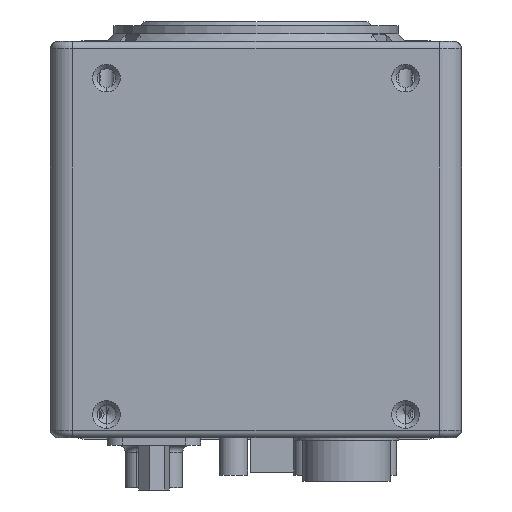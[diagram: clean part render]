
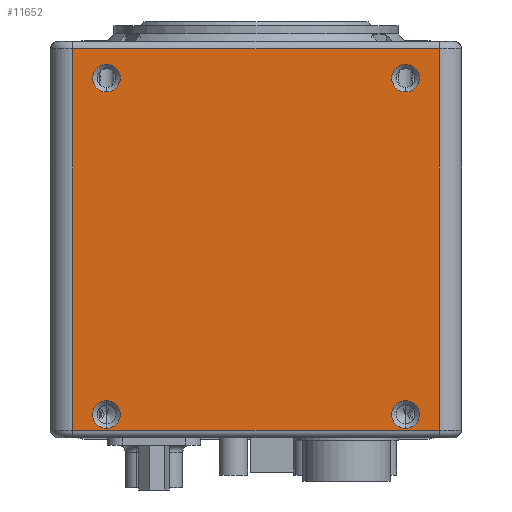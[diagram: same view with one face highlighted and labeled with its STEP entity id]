
A CAD part, front view. The second image highlights one B-rep face of the part: STEP entity #11652.
In plain terms, the highlighted planar face has unit normal (0, -1, 0).
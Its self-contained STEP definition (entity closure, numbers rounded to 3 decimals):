
#296 = CIRCLE ( 'NONE', #11428, 1.85 ) ;
#299 = CARTESIAN_POINT ( 'NONE',  ( 24.5, -27.5, 53. ) ) ;
#619 = EDGE_LOOP ( 'NONE', ( #8474, #10257 ) ) ;
#932 = AXIS2_PLACEMENT_3D ( 'NONE', #14744, #15721, #5128 ) ;
#1006 = CIRCLE ( 'NONE', #15725, 1.85 ) ;
#1158 = VECTOR ( 'NONE', #4010, 1000. ) ;
#1287 = LINE ( 'NONE', #299, #5726 ) ;
#1571 = CARTESIAN_POINT ( 'NONE',  ( -24.5, -27.5, 52. ) ) ;
#1577 = CARTESIAN_POINT ( 'NONE',  ( 24.5, -27.5, 52. ) ) ;
#1592 = DIRECTION ( 'NONE',  ( 0., 0., -1. ) ) ;
#1814 = CARTESIAN_POINT ( 'NONE',  ( -20., -27.5, 1.25 ) ) ;
#1821 = DIRECTION ( 'NONE',  ( 0., -1., 0. ) ) ;
#2197 = CARTESIAN_POINT ( 'NONE',  ( -20., -27.5, 48.1 ) ) ;
#2358 = VERTEX_POINT ( 'NONE', #1814 ) ;
#2492 = PLANE ( 'NONE',  #3826 ) ;
#2864 = VERTEX_POINT ( 'NONE', #3874 ) ;
#2872 = CARTESIAN_POINT ( 'NONE',  ( 20., -27.5, 48.1 ) ) ;
#3011 = ORIENTED_EDGE ( 'NONE', *, *, #15049, .F. ) ;
#3298 = AXIS2_PLACEMENT_3D ( 'NONE', #2872, #1821, #16414 ) ;
#3355 = CARTESIAN_POINT ( 'NONE',  ( 20., -27.5, 48.1 ) ) ;
#3396 = CARTESIAN_POINT ( 'NONE',  ( -27.5, -27.5, 1. ) ) ;
#3409 = CIRCLE ( 'NONE', #5647, 1.85 ) ;
#3544 = FACE_BOUND ( 'NONE', #619, .T. ) ;
#3657 = VERTEX_POINT ( 'NONE', #4945 ) ;
#3723 = FACE_OUTER_BOUND ( 'NONE', #15580, .T. ) ;
#3826 = AXIS2_PLACEMENT_3D ( 'NONE', #13088, #10485, #14384 ) ;
#3874 = CARTESIAN_POINT ( 'NONE',  ( -20., -27.5, 46.25 ) ) ;
#4010 = DIRECTION ( 'NONE',  ( -1., 0., 0. ) ) ;
#4037 = CARTESIAN_POINT ( 'NONE',  ( -24.5, -27.5, 52. ) ) ;
#4043 = EDGE_CURVE ( 'NONE', #16185, #17131, #15487, .T. ) ;
#4085 = EDGE_LOOP ( 'NONE', ( #15401, #16233 ) ) ;
#4411 = VERTEX_POINT ( 'NONE', #4037 ) ;
#4665 = VERTEX_POINT ( 'NONE', #9850 ) ;
#4782 = CARTESIAN_POINT ( 'NONE',  ( 24.5, -27.5, 1. ) ) ;
#4945 = CARTESIAN_POINT ( 'NONE',  ( -20., -27.5, 4.95 ) ) ;
#5128 = DIRECTION ( 'NONE',  ( 0., 0., -1. ) ) ;
#5277 = EDGE_CURVE ( 'NONE', #7879, #12063, #7743, .T. ) ;
#5365 = ORIENTED_EDGE ( 'NONE', *, *, #11124, .F. ) ;
#5647 = AXIS2_PLACEMENT_3D ( 'NONE', #3355, #6072, #6326 ) ;
#5726 = VECTOR ( 'NONE', #11978, 1000. ) ;
#5914 = VECTOR ( 'NONE', #13194, 1000. ) ;
#6072 = DIRECTION ( 'NONE',  ( 0., -1., 0. ) ) ;
#6203 = ORIENTED_EDGE ( 'NONE', *, *, #4043, .T. ) ;
#6307 = CARTESIAN_POINT ( 'NONE',  ( -20., -27.5, 3.1 ) ) ;
#6326 = DIRECTION ( 'NONE',  ( 0., 0., -1. ) ) ;
#6635 = EDGE_CURVE ( 'NONE', #13959, #4665, #17000, .T. ) ;
#6844 = EDGE_CURVE ( 'NONE', #12063, #7879, #3409, .T. ) ;
#7019 = ORIENTED_EDGE ( 'NONE', *, *, #11975, .F. ) ;
#7657 = VERTEX_POINT ( 'NONE', #1577 ) ;
#7743 = CIRCLE ( 'NONE', #3298, 1.85 ) ;
#7879 = VERTEX_POINT ( 'NONE', #15897 ) ;
#8161 = AXIS2_PLACEMENT_3D ( 'NONE', #2197, #15409, #12790 ) ;
#8474 = ORIENTED_EDGE ( 'NONE', *, *, #6844, .F. ) ;
#8733 = CARTESIAN_POINT ( 'NONE',  ( 20., -27.5, 46.25 ) ) ;
#9109 = EDGE_CURVE ( 'NONE', #10813, #2864, #13659, .T. ) ;
#9317 = DIRECTION ( 'NONE',  ( 0., -1., 0. ) ) ;
#9358 = AXIS2_PLACEMENT_3D ( 'NONE', #12305, #9945, #11095 ) ;
#9546 = CIRCLE ( 'NONE', #8161, 1.85 ) ;
#9801 = DIRECTION ( 'NONE',  ( 0., 0., -1. ) ) ;
#9850 = CARTESIAN_POINT ( 'NONE',  ( 20., -27.5, 1.25 ) ) ;
#9886 = CARTESIAN_POINT ( 'NONE',  ( -20., -27.5, 48.1 ) ) ;
#9945 = DIRECTION ( 'NONE',  ( 0., -1., 0. ) ) ;
#9992 = DIRECTION ( 'NONE',  ( 1., 0., 0. ) ) ;
#10042 = AXIS2_PLACEMENT_3D ( 'NONE', #9886, #16410, #9801 ) ;
#10113 = CARTESIAN_POINT ( 'NONE',  ( 20., -27.5, 4.95 ) ) ;
#10169 = EDGE_LOOP ( 'NONE', ( #3011, #5365 ) ) ;
#10257 = ORIENTED_EDGE ( 'NONE', *, *, #5277, .F. ) ;
#10300 = FACE_BOUND ( 'NONE', #14168, .T. ) ;
#10485 = DIRECTION ( 'NONE',  ( 0., 1., 0. ) ) ;
#10545 = CARTESIAN_POINT ( 'NONE',  ( -20., -27.5, 3.1 ) ) ;
#10633 = EDGE_CURVE ( 'NONE', #17131, #7657, #1287, .T. ) ;
#10813 = VERTEX_POINT ( 'NONE', #16830 ) ;
#11095 = DIRECTION ( 'NONE',  ( 0., 0., -1. ) ) ;
#11124 = EDGE_CURVE ( 'NONE', #3657, #2358, #1006, .T. ) ;
#11428 = AXIS2_PLACEMENT_3D ( 'NONE', #10545, #9317, #1592 ) ;
#11538 = FACE_BOUND ( 'NONE', #4085, .T. ) ;
#11600 = DIRECTION ( 'NONE',  ( 0., -1., 0. ) ) ;
#11652 = ADVANCED_FACE ( 'NONE', ( #13003, #10300, #11538, #3544, #3723 ), #2492, .F. ) ;
#11765 = ORIENTED_EDGE ( 'NONE', *, *, #10633, .T. ) ;
#11975 = EDGE_CURVE ( 'NONE', #4665, #13959, #16868, .T. ) ;
#11978 = DIRECTION ( 'NONE',  ( 0., 0., 1. ) ) ;
#12063 = VERTEX_POINT ( 'NONE', #8733 ) ;
#12305 = CARTESIAN_POINT ( 'NONE',  ( 20., -27.5, 3.1 ) ) ;
#12790 = DIRECTION ( 'NONE',  ( 0., 0., -1. ) ) ;
#13003 = FACE_BOUND ( 'NONE', #10169, .T. ) ;
#13088 = CARTESIAN_POINT ( 'NONE',  ( -27.5, -27.5, 53. ) ) ;
#13108 = CARTESIAN_POINT ( 'NONE',  ( -24.5, -27.5, 53. ) ) ;
#13194 = DIRECTION ( 'NONE',  ( 0., 0., -1. ) ) ;
#13297 = LINE ( 'NONE', #1571, #1158 ) ;
#13659 = CIRCLE ( 'NONE', #10042, 1.85 ) ;
#13959 = VERTEX_POINT ( 'NONE', #10113 ) ;
#14168 = EDGE_LOOP ( 'NONE', ( #7019, #15234 ) ) ;
#14284 = EDGE_CURVE ( 'NONE', #2864, #10813, #9546, .T. ) ;
#14384 = DIRECTION ( 'NONE',  ( 0., 0., 1. ) ) ;
#14744 = CARTESIAN_POINT ( 'NONE',  ( 20., -27.5, 3.1 ) ) ;
#15049 = EDGE_CURVE ( 'NONE', #2358, #3657, #296, .T. ) ;
#15234 = ORIENTED_EDGE ( 'NONE', *, *, #6635, .F. ) ;
#15401 = ORIENTED_EDGE ( 'NONE', *, *, #14284, .F. ) ;
#15409 = DIRECTION ( 'NONE',  ( 0., -1., 0. ) ) ;
#15413 = CARTESIAN_POINT ( 'NONE',  ( -24.5, -27.5, 1. ) ) ;
#15433 = EDGE_CURVE ( 'NONE', #7657, #4411, #13297, .T. ) ;
#15487 = LINE ( 'NONE', #3396, #16958 ) ;
#15554 = ORIENTED_EDGE ( 'NONE', *, *, #17159, .T. ) ;
#15580 = EDGE_LOOP ( 'NONE', ( #15554, #6203, #11765, #16805 ) ) ;
#15602 = DIRECTION ( 'NONE',  ( 0., 0., -1. ) ) ;
#15721 = DIRECTION ( 'NONE',  ( 0., -1., 0. ) ) ;
#15725 = AXIS2_PLACEMENT_3D ( 'NONE', #6307, #11600, #15602 ) ;
#15897 = CARTESIAN_POINT ( 'NONE',  ( 20., -27.5, 49.95 ) ) ;
#15980 = LINE ( 'NONE', #13108, #5914 ) ;
#16185 = VERTEX_POINT ( 'NONE', #15413 ) ;
#16233 = ORIENTED_EDGE ( 'NONE', *, *, #9109, .F. ) ;
#16410 = DIRECTION ( 'NONE',  ( 0., -1., 0. ) ) ;
#16414 = DIRECTION ( 'NONE',  ( 0., 0., -1. ) ) ;
#16805 = ORIENTED_EDGE ( 'NONE', *, *, #15433, .T. ) ;
#16830 = CARTESIAN_POINT ( 'NONE',  ( -20., -27.5, 49.95 ) ) ;
#16868 = CIRCLE ( 'NONE', #9358, 1.85 ) ;
#16958 = VECTOR ( 'NONE', #9992, 1000. ) ;
#17000 = CIRCLE ( 'NONE', #932, 1.85 ) ;
#17131 = VERTEX_POINT ( 'NONE', #4782 ) ;
#17159 = EDGE_CURVE ( 'NONE', #4411, #16185, #15980, .T. ) ;
